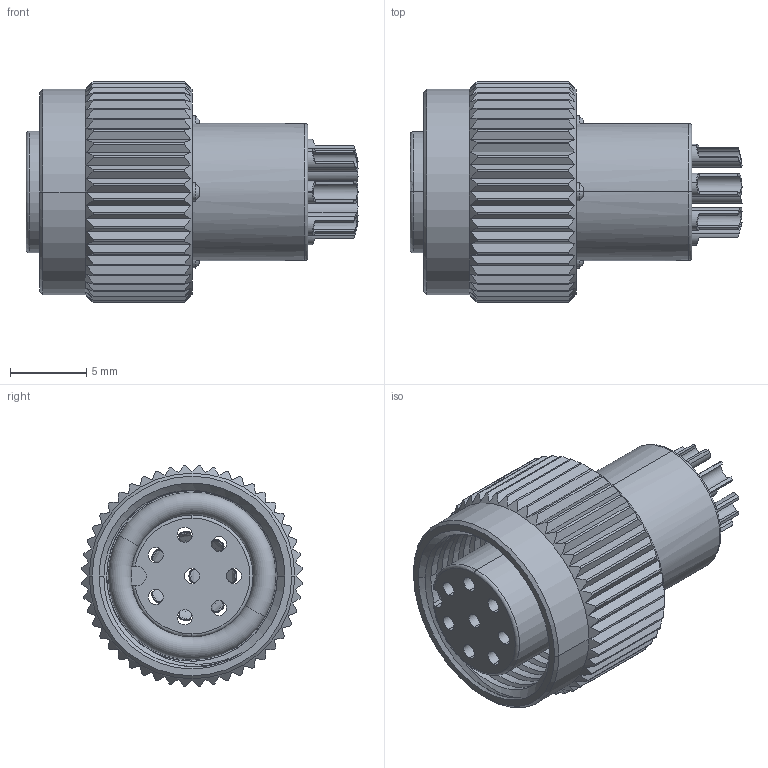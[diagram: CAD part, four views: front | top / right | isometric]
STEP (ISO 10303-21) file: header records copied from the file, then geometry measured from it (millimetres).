
FILE_DESCRIPTION (( 'STEP AP203' ), '1' );
FILE_NAME ('50-00969.STEP', '2020-10-15T16:04:55', ( '' ), ( '' ), 'SwSTEP 2.0', 'SolidWorks 2015', '' );
FILE_SCHEMA (( 'CONFIG_CONTROL_DESIGN' ));
Length unit declared in the file: millimetre
Products named in the file (5): 50-00969-02___; 50-00969; 50-00969-04___; 50-00969-03___; 50-00969-01___
Assembly tree (11 placements, depth 2):
  50-00969
    50-00969-01___
    50-00969-02___
    50-00969-03___  x8
    50-00969-04___
Bounding box: 21.8 x 14.48 x 14.48 mm (x, y, z)
Volume: 1536.4 mm3; surface area: 3944.8 mm2
Topology: 11 solids, 11 shells, 1015 faces, 2680 edges, 1711 vertices
Faces by surface type: plane 374, cylinder 334, torus 153, cone 85, bspline 69
Entity records: 16736 total; most frequent: CARTESIAN_POINT 5919, ORIENTED_EDGE 2322, DIRECTION 1903, EDGE_CURVE 1161, VERTEX_POINT 759, AXIS2_PLACEMENT_3D 737, EDGE_LOOP 452, VECTOR 429
